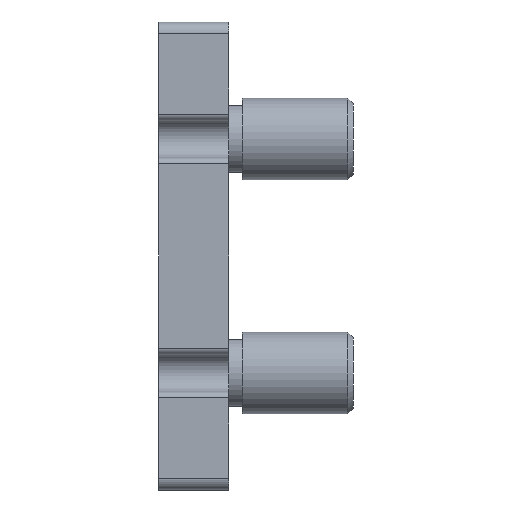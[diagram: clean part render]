
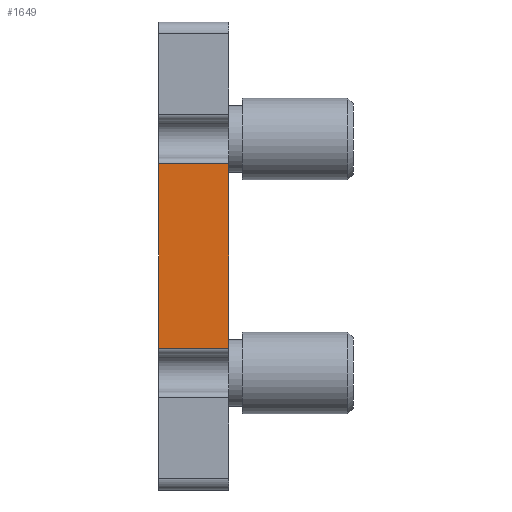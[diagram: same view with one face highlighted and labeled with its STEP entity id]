
A CAD part, left-side view. The second image highlights one B-rep face of the part: STEP entity #1649.
In plain terms, the highlighted planar face has unit normal (-1, 0, 0).
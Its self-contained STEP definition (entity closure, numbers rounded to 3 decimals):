
#8 = VECTOR ( 'NONE', #3370, 1000. ) ;
#26 = PLANE ( 'NONE',  #258 ) ;
#61 = CARTESIAN_POINT ( 'NONE',  ( -40., 6., 15.75 ) ) ;
#65 = DIRECTION ( 'NONE',  ( 1., 0., 0. ) ) ;
#81 = VERTEX_POINT ( 'NONE', #61 ) ;
#100 = CARTESIAN_POINT ( 'NONE',  ( -40., -6., 15.75 ) ) ;
#258 = AXIS2_PLACEMENT_3D ( 'NONE', #1038, #65, #971 ) ;
#511 = EDGE_CURVE ( 'NONE', #1526, #668, #747, .T. ) ;
#663 = DIRECTION ( 'NONE',  ( 0., 0., 1. ) ) ;
#668 = VERTEX_POINT ( 'NONE', #100 ) ;
#695 = DIRECTION ( 'NONE',  ( 0., -1., 0. ) ) ;
#747 = LINE ( 'NONE', #2324, #8 ) ;
#764 = EDGE_LOOP ( 'NONE', ( #1114, #806, #3422, #848 ) ) ;
#806 = ORIENTED_EDGE ( 'NONE', *, *, #2243, .T. ) ;
#815 = CARTESIAN_POINT ( 'NONE',  ( -40., 6., -15.75 ) ) ;
#818 = LINE ( 'NONE', #2409, #2920 ) ;
#848 = ORIENTED_EDGE ( 'NONE', *, *, #2446, .T. ) ;
#971 = DIRECTION ( 'NONE',  ( 0., 0., -1. ) ) ;
#995 = FACE_OUTER_BOUND ( 'NONE', #764, .T. ) ;
#1038 = CARTESIAN_POINT ( 'NONE',  ( -40., 6., -40. ) ) ;
#1114 = ORIENTED_EDGE ( 'NONE', *, *, #3530, .F. ) ;
#1325 = VECTOR ( 'NONE', #695, 1000. ) ;
#1399 = VECTOR ( 'NONE', #663, 1000. ) ;
#1414 = LINE ( 'NONE', #815, #1325 ) ;
#1526 = VERTEX_POINT ( 'NONE', #1721 ) ;
#1649 = ADVANCED_FACE ( 'NONE', ( #995 ), #26, .F. ) ;
#1721 = CARTESIAN_POINT ( 'NONE',  ( -40., -6., -15.75 ) ) ;
#2243 = EDGE_CURVE ( 'NONE', #3164, #1526, #1414, .T. ) ;
#2324 = CARTESIAN_POINT ( 'NONE',  ( -40., -6., -40. ) ) ;
#2409 = CARTESIAN_POINT ( 'NONE',  ( -40., 6., 15.75 ) ) ;
#2446 = EDGE_CURVE ( 'NONE', #668, #81, #818, .T. ) ;
#2779 = LINE ( 'NONE', #3126, #1399 ) ;
#2920 = VECTOR ( 'NONE', #3446, 1000. ) ;
#3126 = CARTESIAN_POINT ( 'NONE',  ( -40., 6., -40. ) ) ;
#3164 = VERTEX_POINT ( 'NONE', #3236 ) ;
#3236 = CARTESIAN_POINT ( 'NONE',  ( -40., 6., -15.75 ) ) ;
#3370 = DIRECTION ( 'NONE',  ( 0., 0., 1. ) ) ;
#3422 = ORIENTED_EDGE ( 'NONE', *, *, #511, .T. ) ;
#3446 = DIRECTION ( 'NONE',  ( 0., 1., 0. ) ) ;
#3530 = EDGE_CURVE ( 'NONE', #3164, #81, #2779, .T. ) ;
